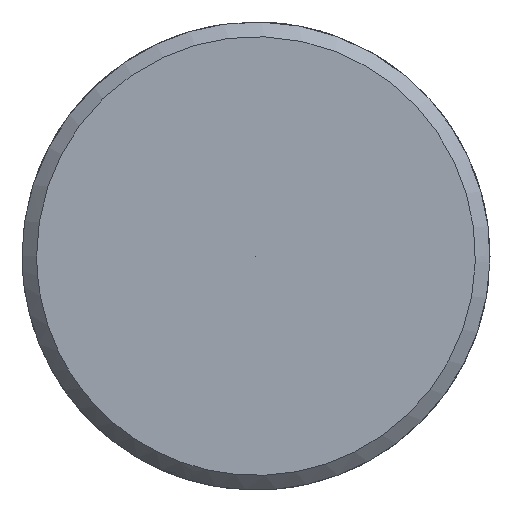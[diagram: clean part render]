
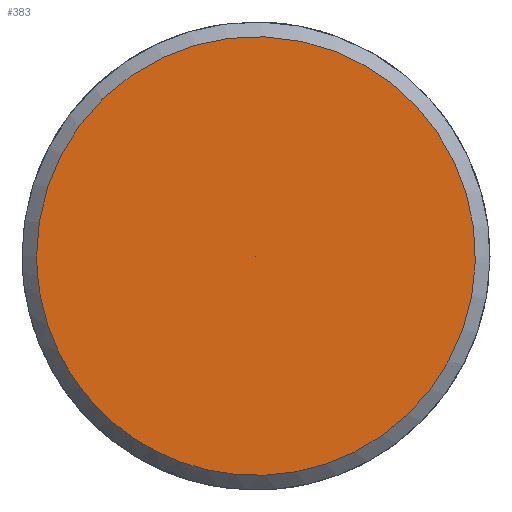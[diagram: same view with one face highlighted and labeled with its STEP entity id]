
A CAD part, left-side view. The second image highlights one B-rep face of the part: STEP entity #383.
In plain terms, the highlighted free-form (B-spline) face has degree [5, 1] with [6, 2] control points.
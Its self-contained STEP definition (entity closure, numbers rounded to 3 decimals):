
#311 = CARTESIAN_POINT ('', (-75., 3.75, 0.));
#312 = VERTEX_POINT ('', #311);
#320 = CARTESIAN_POINT ('', (-75., 3.75, 0.));
#321 = CARTESIAN_POINT ('', (-75., 3.75, 15.));
#322 = CARTESIAN_POINT ('', (-75., -11.25, 7.5));
#323 = CARTESIAN_POINT ('', (-75., -11.25, -7.5));
#324 = CARTESIAN_POINT ('', (-75., 3.75, -15.));
#325 = CARTESIAN_POINT ('', (-75., 3.75, 0.));
#326 = (
   BOUNDED_CURVE ()
   B_SPLINE_CURVE (5, (#320, #321, #322, #323, #324, #325), .UNSPECIFIED., .T., .U.)
   B_SPLINE_CURVE_WITH_KNOTS ((6, 6), (0., 1.), .UNSPECIFIED.)
   CURVE ()
   GEOMETRIC_REPRESENTATION_ITEM ()
   RATIONAL_B_SPLINE_CURVE ((5., 1., 1., 1., 1., 5.))
   REPRESENTATION_ITEM ('')
);
#327 = EDGE_CURVE ('', #312, #312, #326, .T.);
#359 = CARTESIAN_POINT ('', (-75., 0., 0.));
#360 = VERTEX_POINT ('', #359);
#361 = CARTESIAN_POINT ('', (-75., 0., 0.));
#362 = CARTESIAN_POINT ('', (-75., 3.75, 0.));
#363 = B_SPLINE_CURVE_WITH_KNOTS ('', 1, (#361, #362), .UNSPECIFIED., .F., .U., (2, 2), (0., 1.), .UNSPECIFIED.);
#364 = EDGE_CURVE ('', #360, #312, #363, .T.);
#365 = ORIENTED_EDGE ('', *, *, #364, .F.);
#366 = ORIENTED_EDGE ('', *, *, #364, .T.);
#367 = ORIENTED_EDGE ('', *, *, #327, .F.);
#368 = EDGE_LOOP ('', (#365, #366, #367));
#369 = FACE_OUTER_BOUND ('', #368, .T.);
#370 = CARTESIAN_POINT ('', (-75., 0., 0.));
#371 = CARTESIAN_POINT ('', (-75., 3.75, 0.));
#372 = CARTESIAN_POINT ('', (-75., 0., 0.));
#373 = CARTESIAN_POINT ('', (-75., 3.75, 15.));
#374 = CARTESIAN_POINT ('', (-75., 0., 0.));
#375 = CARTESIAN_POINT ('', (-75., -11.25, 7.5));
#376 = CARTESIAN_POINT ('', (-75., 0., 0.));
#377 = CARTESIAN_POINT ('', (-75., -11.25, -7.5));
#378 = CARTESIAN_POINT ('', (-75., 0., 0.));
#379 = CARTESIAN_POINT ('', (-75., 3.75, -15.));
#380 = CARTESIAN_POINT ('', (-75., 0., 0.));
#381 = CARTESIAN_POINT ('', (-75., 3.75, 0.));
#382 = (
   BOUNDED_SURFACE ()
   B_SPLINE_SURFACE (5, 1, ((#370, #371), (#372, #373), (#374, #375), (#376, #377), (#378, #379), (#380, #381)), .UNSPECIFIED., .T., .F., .U.)
   B_SPLINE_SURFACE_WITH_KNOTS ((6, 6), (2, 2), (0., 1.), (0., 1.), .UNSPECIFIED.)
   SURFACE ()
   GEOMETRIC_REPRESENTATION_ITEM ()
   RATIONAL_B_SPLINE_SURFACE (((5., 5.), (1., 1.), (1., 1.), (1., 1.), (1., 1.), (5., 5.)))
   REPRESENTATION_ITEM ('')
);
#383 = ADVANCED_FACE ('', (#369), #382, .T.);
